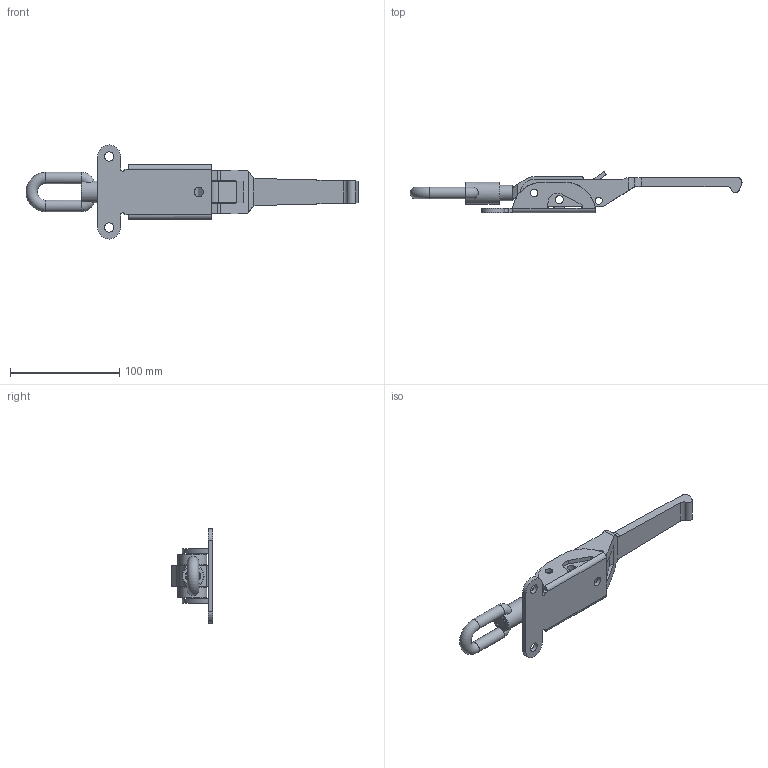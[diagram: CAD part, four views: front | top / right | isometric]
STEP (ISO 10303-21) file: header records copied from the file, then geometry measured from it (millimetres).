
FILE_DESCRIPTION( ( 'STEP AP214' ), '1' );
FILE_NAME( 'K0052.1852371.stp', '2019-05-22T13:59:38', ( '' ), ( '' ), ' ', 'PARTsolutions', ' ' );
FILE_SCHEMA( ( 'AUTOMOTIVE_DESIGN { 1 0 10303 214 1 1 1 1 }' ) );
Length unit declared in the file: millimetre
Products named in the file (4): K0052.1852371; _K0052.1852371K0053_dummy; _K0052_spanner_28; _K0052_haken_14
Assembly tree (3 placements, depth 2):
  K0052.1852371
    _K0052.1852371K0053_dummy
    _K0052_spanner_28
    _K0052_haken_14
Bounding box: 303.46 x 38 x 86 mm (x, y, z)
Volume: 145174.5 mm3; surface area: 60036.1 mm2
Topology: 2 solids, 2 shells, 145 faces, 405 edges, 264 vertices
Faces by surface type: plane 73, cylinder 63, torus 6, cone 3
Full cylindrical faces by diameter (mm): 6.5 x1, 7 x1, 7.5 x5, 8 x3, 8.5 x3, 10.5 x2, 11.835 x1, 14 x1, 20 x1
Entity records: 6043 total; most frequent: CARTESIAN_POINT 1063, DIRECTION 791, ORIENTED_EDGE 754, EDGE_CURVE 377, AXIS2_PLACEMENT_3D 285, VERTEX_POINT 258, LINE 221, VECTOR 221
